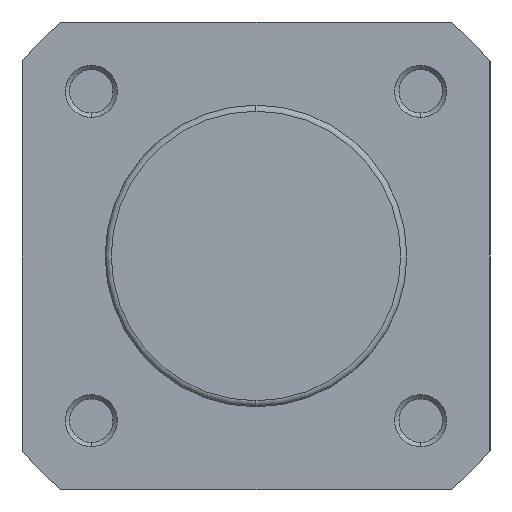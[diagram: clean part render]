
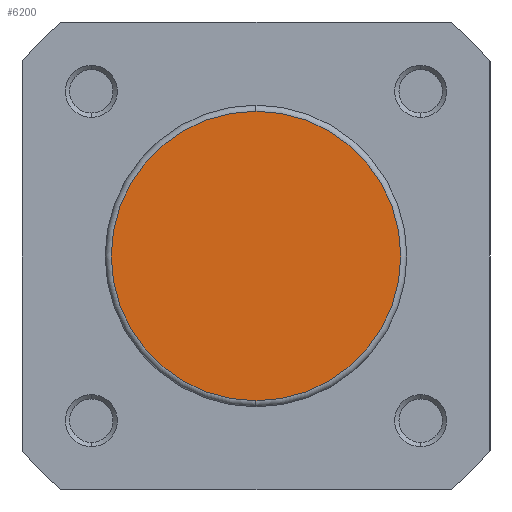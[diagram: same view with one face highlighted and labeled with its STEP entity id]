
A CAD part, left-side view. The second image highlights one B-rep face of the part: STEP entity #6200.
In plain terms, the highlighted planar face has unit normal (-1, 0, 0).
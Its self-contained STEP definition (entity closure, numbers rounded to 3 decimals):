
#510 = CARTESIAN_POINT ( 'NONE',  ( 0., 0., -16.7 ) ) ;
#561 = CARTESIAN_POINT ( 'NONE',  ( 0., 0., 16.7 ) ) ;
#844 = CARTESIAN_POINT ( 'NONE',  ( 0., 0., 0. ) ) ;
#845 = DIRECTION ( 'NONE',  ( -1., 0., 0. ) ) ;
#846 = DIRECTION ( 'NONE',  ( 0., 0., 1. ) ) ;
#997 = CARTESIAN_POINT ( 'NONE',  ( 0., 0., 0. ) ) ;
#1004 = DIRECTION ( 'NONE',  ( -1., 0., 0. ) ) ;
#1005 = DIRECTION ( 'NONE',  ( 0., 0., 1. ) ) ;
#1327 = FACE_OUTER_BOUND ( 'NONE', #4455, .T. ) ;
#1733 = CARTESIAN_POINT ( 'NONE',  ( 0., -17.4, 0. ) ) ;
#1734 = PLANE ( 'NONE',  #5275 ) ;
#1736 = DIRECTION ( 'NONE',  ( -1., 0., 0. ) ) ;
#1737 = DIRECTION ( 'NONE',  ( 0., 0., 1. ) ) ;
#2716 = ORIENTED_EDGE ( 'NONE', *, *, #4994, .T. ) ;
#2717 = ORIENTED_EDGE ( 'NONE', *, *, #4930, .T. ) ;
#3339 = CIRCLE ( 'NONE', #5165, 16.7 ) ;
#3433 = CIRCLE ( 'NONE', #5196, 16.7 ) ;
#4455 = EDGE_LOOP ( 'NONE', ( #2717, #2716 ) ) ;
#4668 = VERTEX_POINT ( 'NONE', #510 ) ;
#4719 = VERTEX_POINT ( 'NONE', #561 ) ;
#4930 = EDGE_CURVE ( 'NONE', #4719, #4668, #3339, .T. ) ;
#4994 = EDGE_CURVE ( 'NONE', #4668, #4719, #3433, .T. ) ;
#5165 = AXIS2_PLACEMENT_3D ( 'NONE', #844, #845, #846 ) ;
#5196 = AXIS2_PLACEMENT_3D ( 'NONE', #997, #1004, #1005 ) ;
#5275 = AXIS2_PLACEMENT_3D ( 'NONE', #1733, #1736, #1737 ) ;
#6200 = ADVANCED_FACE ( 'NONE', ( #1327 ), #1734, .T. ) ;
